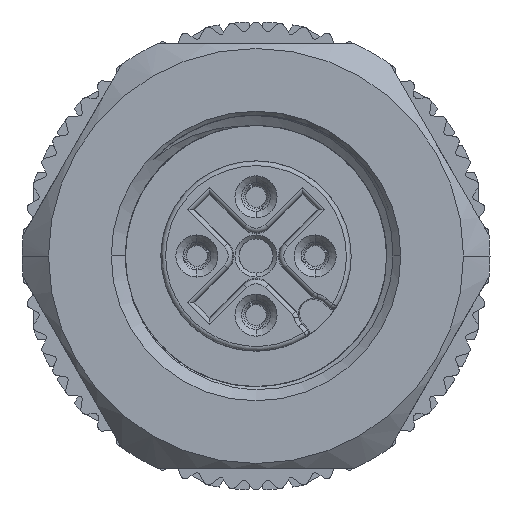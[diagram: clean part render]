
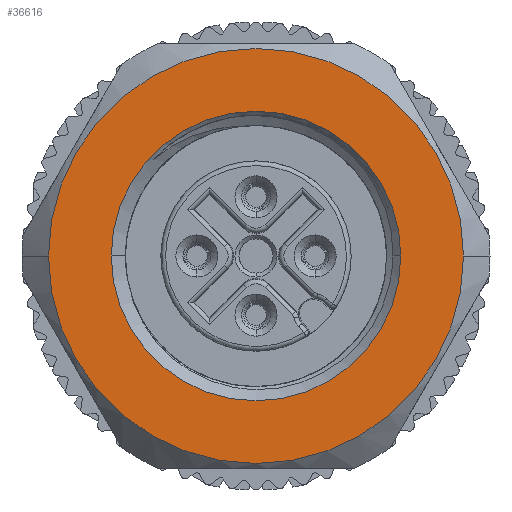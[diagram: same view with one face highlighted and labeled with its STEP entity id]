
A CAD part, front view. The second image highlights one B-rep face of the part: STEP entity #36616.
In plain terms, the highlighted planar face has unit normal (0, -1, 0).
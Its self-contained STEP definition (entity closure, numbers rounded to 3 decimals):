
#9381=CARTESIAN_POINT('',(0.,-8.95,0.));
#9382=DIRECTION('',(0.,1.,0.));
#9383=DIRECTION('',(-1.,0.,0.));
#9384=AXIS2_PLACEMENT_3D('',#9381,#9382,#9383);
#9386=CARTESIAN_POINT('',(0.,-8.95,0.));
#9387=DIRECTION('',(0.,1.,0.));
#9388=DIRECTION('',(1.,0.,0.));
#9389=AXIS2_PLACEMENT_3D('',#9386,#9387,#9388);
#9391=CARTESIAN_POINT('',(0.,-8.95,0.));
#9392=DIRECTION('',(0.,-1.,0.));
#9393=DIRECTION('',(1.,0.,0.));
#9394=AXIS2_PLACEMENT_3D('',#9391,#9392,#9393);
#9396=CARTESIAN_POINT('',(0.,-8.95,0.));
#9397=DIRECTION('',(0.,-1.,0.));
#9398=DIRECTION('',(0.,0.,1.));
#9399=AXIS2_PLACEMENT_3D('',#9396,#9397,#9398);
#9401=CARTESIAN_POINT('',(0.,-8.95,0.));
#9402=DIRECTION('',(0.,-1.,0.));
#9403=DIRECTION('',(-1.,0.,0.));
#9404=AXIS2_PLACEMENT_3D('',#9401,#9402,#9403);
#9406=CARTESIAN_POINT('',(0.,-8.95,0.));
#9407=DIRECTION('',(0.,-1.,0.));
#9408=DIRECTION('',(0.,0.,-1.));
#9409=AXIS2_PLACEMENT_3D('',#9406,#9407,#9408);
#19042=CARTESIAN_POINT('',(8.779,-8.95,0.));
#19043=CARTESIAN_POINT('',(-8.779,-8.95,0.));
#19044=VERTEX_POINT('',#19042);
#19045=VERTEX_POINT('',#19043);
#19046=CARTESIAN_POINT('',(6.125,-8.95,0.));
#19047=CARTESIAN_POINT('',(0.,-8.95,6.125));
#19048=VERTEX_POINT('',#19046);
#19049=VERTEX_POINT('',#19047);
#19050=CARTESIAN_POINT('',(-6.125,-8.95,0.));
#19051=VERTEX_POINT('',#19050);
#19052=CARTESIAN_POINT('',(0.,-8.95,-6.125));
#19053=VERTEX_POINT('',#19052);
#36596=CARTESIAN_POINT('',(0.,-8.95,0.));
#36597=DIRECTION('',(0.,1.,0.));
#36598=DIRECTION('',(1.,0.,0.));
#36599=AXIS2_PLACEMENT_3D('',#36596,#36597,#36598);
#36600=PLANE('',#36599);
#36602=ORIENTED_EDGE('',*,*,#36601,.T.);
#36603=ORIENTED_EDGE('',*,*,#36580,.T.);
#36604=EDGE_LOOP('',(#36602,#36603));
#36605=FACE_OUTER_BOUND('',#36604,.F.);
#36607=ORIENTED_EDGE('',*,*,#36606,.T.);
#36609=ORIENTED_EDGE('',*,*,#36608,.T.);
#36611=ORIENTED_EDGE('',*,*,#36610,.T.);
#36613=ORIENTED_EDGE('',*,*,#36612,.T.);
#36614=EDGE_LOOP('',(#36607,#36609,#36611,#36613));
#36615=FACE_BOUND('',#36614,.F.);
#36616=ADVANCED_FACE('',(#36605,#36615),#36600,.F.);
#9385=CIRCLE('',#9384,8.779);
#9390=CIRCLE('',#9389,8.779);
#9395=CIRCLE('',#9394,6.125);
#9400=CIRCLE('',#9399,6.125);
#9405=CIRCLE('',#9404,6.125);
#9410=CIRCLE('',#9409,6.125);
#36580=EDGE_CURVE('',#19044,#19045,#9390,.T.);
#36601=EDGE_CURVE('',#19045,#19044,#9385,.T.);
#36606=EDGE_CURVE('',#19048,#19049,#9395,.T.);
#36608=EDGE_CURVE('',#19049,#19051,#9400,.T.);
#36610=EDGE_CURVE('',#19051,#19053,#9405,.T.);
#36612=EDGE_CURVE('',#19053,#19048,#9410,.T.);
